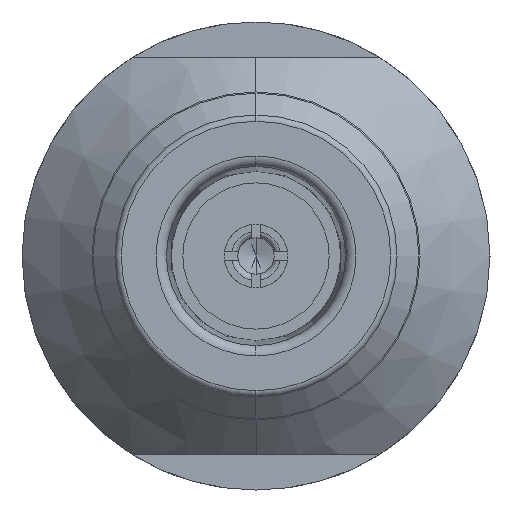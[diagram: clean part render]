
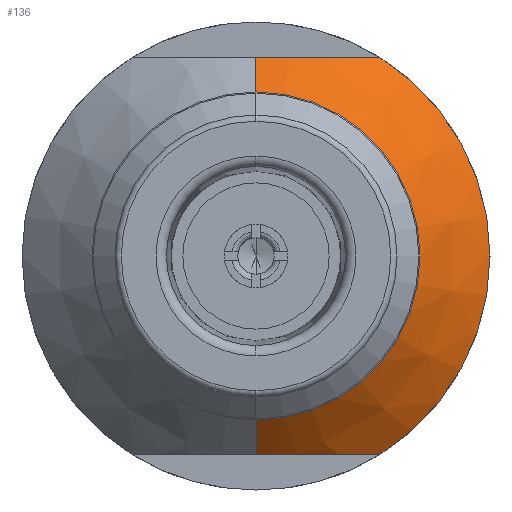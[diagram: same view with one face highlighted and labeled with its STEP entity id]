
A CAD part, left-side view. The second image highlights one B-rep face of the part: STEP entity #136.
In plain terms, the highlighted conical face has half-angle 45 degrees and reference radius 7.85 mm.
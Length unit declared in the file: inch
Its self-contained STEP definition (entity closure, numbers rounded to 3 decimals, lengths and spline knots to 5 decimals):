
#136 = ADVANCED_FACE ( 'NONE', ( #379 ), #9430, .T. ) ;
#379 = FACE_OUTER_BOUND ( 'NONE', #3498, .T. ) ;
#532 = CARTESIAN_POINT ( 'NONE',  ( 0.6009, -0.13659, -0.37402 ) ) ;
#569 = CARTESIAN_POINT ( 'NONE',  ( 0.59596, -0.12132, -0.37402 ) ) ;
#593 = DIRECTION ( 'NONE',  ( 0., 0., -1. ) ) ;
#606 = CARTESIAN_POINT ( 'NONE',  ( 0.5962, -0.12211, -0.37402 ) ) ;
#751 = ORIENTED_EDGE ( 'NONE', *, *, #9533, .F. ) ;
#817 = ORIENTED_EDGE ( 'NONE', *, *, #2283, .F. ) ;
#839 = B_SPLINE_CURVE_WITH_KNOTS ( 'NONE', 3,
 ( #2955, #4570, #2229, #8557, #532, #10189, #7709, #7746, #606, #2919, #569, #1385, #10091, #5274 ),
 .UNSPECIFIED., .F., .F.,
 ( 4, 1, 1, 1, 1, 1, 1, 2, 2, 4 ),
 ( 0., 0.25, 0.375, 0.4375, 0.46875, 0.48437, 0.49219, 0.49609, 0.5, 1. ),
 .UNSPECIFIED. ) ;
#1043 = CARTESIAN_POINT ( 'NONE',  ( 0.6437, -0.23355, 0.37402 ) ) ;
#1114 = LINE ( 'NONE', #5714, #9396 ) ;
#1210 = VERTEX_POINT ( 'NONE', #7062 ) ;
#1274 = AXIS2_PLACEMENT_3D ( 'NONE', #6275, #7930, #3799 ) ;
#1385 = CARTESIAN_POINT ( 'NONE',  ( 0.58313, -0.07967, -0.37402 ) ) ;
#2229 = CARTESIAN_POINT ( 'NONE',  ( 0.61934, -0.18478, -0.37402 ) ) ;
#2283 = EDGE_CURVE ( 'NONE', #8909, #2783, #1114, .T. ) ;
#2287 = ORIENTED_EDGE ( 'NONE', *, *, #5097, .T. ) ;
#2349 = EDGE_CURVE ( 'NONE', #9600, #8574, #5112, .T. ) ;
#2398 = CARTESIAN_POINT ( 'NONE',  ( 0.6437, -0.23355, 0.37402 ) ) ;
#2537 = CARTESIAN_POINT ( 'NONE',  ( 0.57677, 0., 0.37402 ) ) ;
#2783 = VERTEX_POINT ( 'NONE', #8460 ) ;
#2919 = CARTESIAN_POINT ( 'NONE',  ( 0.59603, -0.12155, -0.37402 ) ) ;
#2955 = CARTESIAN_POINT ( 'NONE',  ( 0.6437, -0.23355, -0.37402 ) ) ;
#3249 = CARTESIAN_POINT ( 'NONE',  ( 0.6437, -0.23355, -0.37402 ) ) ;
#3267 = CARTESIAN_POINT ( 'NONE',  ( 0.60674, -0.15636, 0.37402 ) ) ;
#3498 = EDGE_LOOP ( 'NONE', ( #817, #751, #2287, #3794, #3590, #8334 ) ) ;
#3590 = ORIENTED_EDGE ( 'NONE', *, *, #2349, .T. ) ;
#3794 = ORIENTED_EDGE ( 'NONE', *, *, #4956, .F. ) ;
#3799 = DIRECTION ( 'NONE',  ( 0., 0., 1. ) ) ;
#3855 = DIRECTION ( 'NONE',  ( 0.707, 0., -0.707 ) ) ;
#4161 = CIRCLE ( 'NONE', #5291, 0.30906 ) ;
#4570 = CARTESIAN_POINT ( 'NONE',  ( 0.6332, -0.21372, -0.37402 ) ) ;
#4851 = CARTESIAN_POINT ( 'NONE',  ( 0.59577, -0.12072, 0.37402 ) ) ;
#4917 = CARTESIAN_POINT ( 'NONE',  ( 0.59449, -0.11648, 0.37402 ) ) ;
#4949 = CARTESIAN_POINT ( 'NONE',  ( 0.59316, -0.11197, 0.37402 ) ) ;
#4956 = EDGE_CURVE ( 'NONE', #9600, #1210, #839, .T. ) ;
#5097 = EDGE_CURVE ( 'NONE', #10301, #1210, #6100, .T. ) ;
#5112 = CIRCLE ( 'NONE', #1274, 0.44094 ) ;
#5274 = CARTESIAN_POINT ( 'NONE',  ( 0.57677, 0., -0.37402 ) ) ;
#5291 = AXIS2_PLACEMENT_3D ( 'NONE', #6670, #5925, #7544 ) ;
#5516 = CARTESIAN_POINT ( 'NONE',  ( 0.51181, 0., -0.30906 ) ) ;
#5630 = CARTESIAN_POINT ( 'NONE',  ( 0.59566, -0.12035, 0.37402 ) ) ;
#5711 = EDGE_CURVE ( 'NONE', #2783, #8574, #7575, .T. ) ;
#5714 = CARTESIAN_POINT ( 'NONE',  ( 0.51181, 0., 0.30906 ) ) ;
#5925 = DIRECTION ( 'NONE',  ( -1., 0., 0. ) ) ;
#6100 = LINE ( 'NONE', #5516, #8347 ) ;
#6275 = CARTESIAN_POINT ( 'NONE',  ( 0.6437, 0., 0. ) ) ;
#6472 = CARTESIAN_POINT ( 'NONE',  ( 0.57916, -0.04953, 0.37402 ) ) ;
#6670 = CARTESIAN_POINT ( 'NONE',  ( 0.51181, 0., 0. ) ) ;
#6792 = CARTESIAN_POINT ( 'NONE',  ( 0.51181, 0., -0.30906 ) ) ;
#7062 = CARTESIAN_POINT ( 'NONE',  ( 0.57677, 0., -0.37402 ) ) ;
#7219 = CARTESIAN_POINT ( 'NONE',  ( 0.59517, -0.11874, 0.37402 ) ) ;
#7318 = CARTESIAN_POINT ( 'NONE',  ( 0.58612, -0.08505, 0.37402 ) ) ;
#7544 = DIRECTION ( 'NONE',  ( 0., 0., 1. ) ) ;
#7575 = B_SPLINE_CURVE_WITH_KNOTS ( 'NONE', 3,
 ( #2537, #10441, #6472, #7318, #8935, #4949, #4917, #7219, #8086, #5630, #4851, #3267, #8122, #2398 ),
 .UNSPECIFIED., .F., .F.,
 ( 4, 1, 1, 1, 1, 1, 1, 2, 2, 4 ),
 ( 0., 0.25, 0.375, 0.4375, 0.46875, 0.48437, 0.49219, 0.49609, 0.5, 1. ),
 .UNSPECIFIED. ) ;
#7709 = CARTESIAN_POINT ( 'NONE',  ( 0.59707, -0.12488, -0.37402 ) ) ;
#7746 = CARTESIAN_POINT ( 'NONE',  ( 0.59646, -0.12294, -0.37402 ) ) ;
#7842 = CARTESIAN_POINT ( 'NONE',  ( 0.51181, 0., 0.30906 ) ) ;
#7902 = DIRECTION ( 'NONE',  ( 1., 0., 0. ) ) ;
#7930 = DIRECTION ( 'NONE',  ( -1., 0., 0. ) ) ;
#7937 = CARTESIAN_POINT ( 'NONE',  ( 0.51181, 0., 0. ) ) ;
#8086 = CARTESIAN_POINT ( 'NONE',  ( 0.59546, -0.11971, 0.37402 ) ) ;
#8122 = CARTESIAN_POINT ( 'NONE',  ( 0.62269, -0.19387, 0.37402 ) ) ;
#8334 = ORIENTED_EDGE ( 'NONE', *, *, #5711, .F. ) ;
#8347 = VECTOR ( 'NONE', #3855, 39.37008 ) ;
#8460 = CARTESIAN_POINT ( 'NONE',  ( 0.57677, 0., 0.37402 ) ) ;
#8557 = CARTESIAN_POINT ( 'NONE',  ( 0.60649, -0.15242, -0.37402 ) ) ;
#8574 = VERTEX_POINT ( 'NONE', #1043 ) ;
#8909 = VERTEX_POINT ( 'NONE', #7842 ) ;
#8935 = CARTESIAN_POINT ( 'NONE',  ( 0.59064, -0.10297, 0.37402 ) ) ;
#8957 = DIRECTION ( 'NONE',  ( 0.707, 0., 0.707 ) ) ;
#9396 = VECTOR ( 'NONE', #8957, 39.37008 ) ;
#9430 = CONICAL_SURFACE ( 'NONE', #9755, 0.30906, 0.785 ) ;
#9533 = EDGE_CURVE ( 'NONE', #10301, #8909, #4161, .T. ) ;
#9600 = VERTEX_POINT ( 'NONE', #3249 ) ;
#9755 = AXIS2_PLACEMENT_3D ( 'NONE', #7937, #7902, #593 ) ;
#10091 = CARTESIAN_POINT ( 'NONE',  ( 0.57677, -0.03934, -0.37402 ) ) ;
#10189 = CARTESIAN_POINT ( 'NONE',  ( 0.59831, -0.12877, -0.37402 ) ) ;
#10301 = VERTEX_POINT ( 'NONE', #6792 ) ;
#10441 = CARTESIAN_POINT ( 'NONE',  ( 0.57677, -0.01966, 0.37402 ) ) ;
